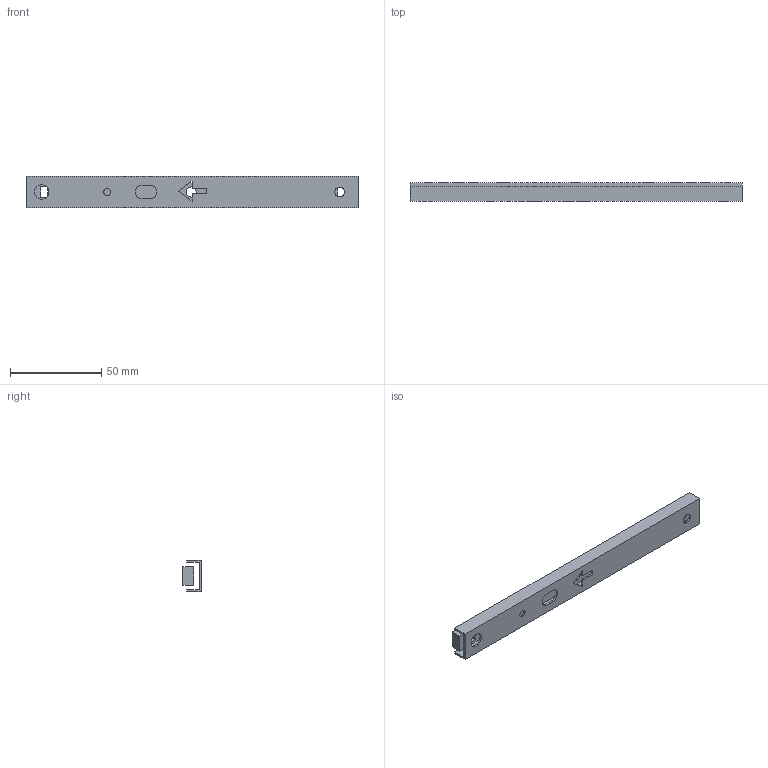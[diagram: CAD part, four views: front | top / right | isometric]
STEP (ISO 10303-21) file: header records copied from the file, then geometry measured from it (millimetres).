
FILE_DESCRIPTION(/* description */ (''),/* implementation_level */ '2;1');
FILE_NAME(/* name */ 'Slide_Rail.step',/* time_stamp */ '2020-04-03T17:50:45+07:00',/* author */ (''),/* organization */ (''),/* preprocessor_version */ 'ST-DEVELOPER v18',/* originating_system */ 'Autodesk Translation Framework v8.12.0.6',/* authorisation */ '');
FILE_SCHEMA (('AUTOMOTIVE_DESIGN { 1 0 10303 214 3 1 1 }'));
Length unit declared in the file: millimetre
Products named in the file (1): Slide_Rail
Bounding box: 182 x 10 x 17 mm (x, y, z)
Volume: 14765.1 mm3; surface area: 17983.5 mm2
Topology: 2 solids, 2 shells, 47 faces, 129 edges, 86 vertices
Faces by surface type: plane 33, cylinder 14
Full cylindrical faces by diameter (mm): 4 x1, 5.35 x1, 5.5 x9, 8 x1
Entity records: 1587 total; most frequent: CARTESIAN_POINT 263, ORIENTED_EDGE 258, DIRECTION 253, EDGE_CURVE 129, LINE 101, VECTOR 101, VERTEX_POINT 86, EDGE_LOOP 79
